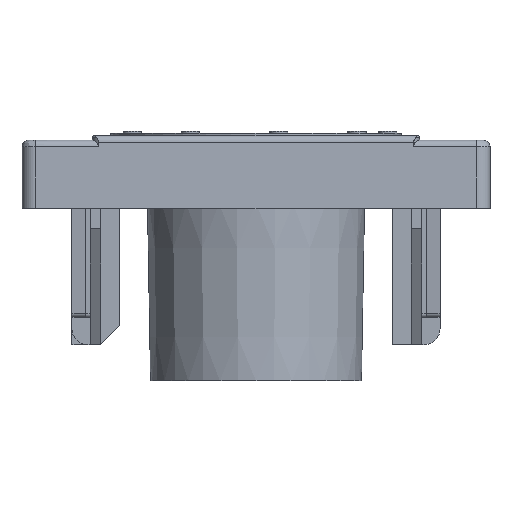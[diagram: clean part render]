
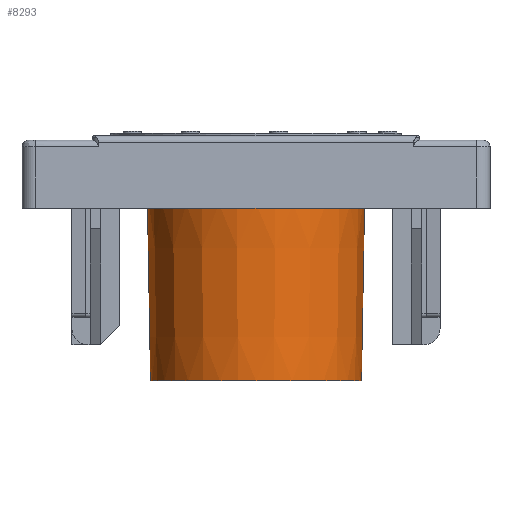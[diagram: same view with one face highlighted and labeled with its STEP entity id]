
A CAD part, front view. The second image highlights one B-rep face of the part: STEP entity #8293.
In plain terms, the highlighted conical face has half-angle 1 degrees and reference radius 23.892 mm.
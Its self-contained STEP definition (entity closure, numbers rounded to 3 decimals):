
#33=CONICAL_SURFACE('',#8878,23.892,0.017);
#278=CIRCLE('',#8835,23.211);
#299=CIRCLE('',#8879,23.892);
#300=CIRCLE('',#8880,23.892);
#687=FACE_OUTER_BOUND('',#1149,.T.);
#1149=EDGE_LOOP('',(#6295,#6296,#6297,#6298,#6299));
#1743=LINE('',#13183,#2669);
#2669=VECTOR('',#10146,23.892);
#3644=VERTEX_POINT('',#13124);
#3650=VERTEX_POINT('',#13182);
#3651=VERTEX_POINT('',#13184);
#4596=EDGE_CURVE('',#3644,#3644,#278,.T.);
#4623=EDGE_CURVE('',#3644,#3650,#1743,.T.);
#4624=EDGE_CURVE('',#3651,#3650,#299,.T.);
#4625=EDGE_CURVE('',#3650,#3651,#300,.T.);
#6295=ORIENTED_EDGE('',*,*,#4596,.T.);
#6296=ORIENTED_EDGE('',*,*,#4623,.T.);
#6297=ORIENTED_EDGE('',*,*,#4624,.F.);
#6298=ORIENTED_EDGE('',*,*,#4625,.F.);
#6299=ORIENTED_EDGE('',*,*,#4623,.F.);
#8293=ADVANCED_FACE('',(#687),#33,.T.);
#8835=AXIS2_PLACEMENT_3D('',#13125,#10053,#10054);
#8878=AXIS2_PLACEMENT_3D('',#13181,#10144,#10145);
#8879=AXIS2_PLACEMENT_3D('',#13185,#10147,#10148);
#8880=AXIS2_PLACEMENT_3D('',#13186,#10149,#10150);
#10053=DIRECTION('center_axis',(0.,0.,1.));
#10054=DIRECTION('ref_axis',(1.,0.,0.));
#10144=DIRECTION('center_axis',(0.,0.,1.));
#10145=DIRECTION('ref_axis',(1.,0.,0.));
#10146=DIRECTION('',(-0.017,0.,1.));
#10147=DIRECTION('center_axis',(0.,0.,1.));
#10148=DIRECTION('ref_axis',(-1.,0.,0.));
#10149=DIRECTION('center_axis',(0.,0.,1.));
#10150=DIRECTION('ref_axis',(-1.,0.,0.));
#13124=CARTESIAN_POINT('',(-23.211,0.,-50.5));
#13125=CARTESIAN_POINT('Origin',(0.,0.,-50.5));
#13181=CARTESIAN_POINT('Origin',(0.,0.,-11.5));
#13182=CARTESIAN_POINT('',(-23.892,0.,-11.5));
#13183=CARTESIAN_POINT('',(-23.892,0.,-11.5));
#13184=CARTESIAN_POINT('',(23.892,0.,-11.5));
#13185=CARTESIAN_POINT('Origin',(0.,0.,-11.5));
#13186=CARTESIAN_POINT('Origin',(0.,0.,-11.5));
